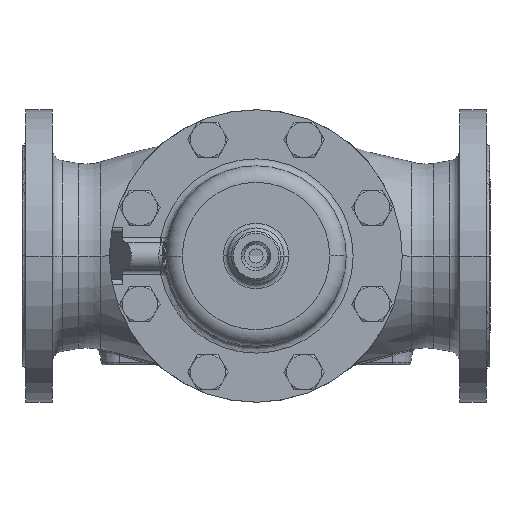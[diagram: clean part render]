
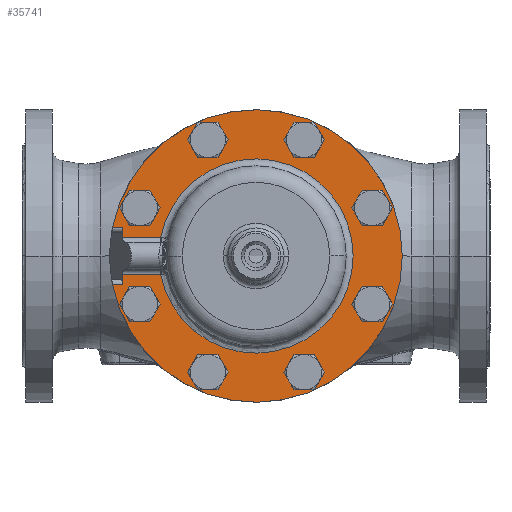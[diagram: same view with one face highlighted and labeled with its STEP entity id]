
A CAD part, front view. The second image highlights one B-rep face of the part: STEP entity #35741.
In plain terms, the highlighted planar face has unit normal (0, -1, 0).
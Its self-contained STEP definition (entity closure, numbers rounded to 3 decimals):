
#28754=CARTESIAN_POINT('',(-99.317,186.,-41.138));
#28755=DIRECTION('',(0.,1.,0.));
#28756=DIRECTION('',(-1.,0.,0.));
#28757=AXIS2_PLACEMENT_3D('',#28754,#28755,#28756);
#28759=CARTESIAN_POINT('',(-99.317,186.,-41.138));
#28760=DIRECTION('',(0.,1.,0.));
#28761=DIRECTION('',(1.,0.,0.));
#28762=AXIS2_PLACEMENT_3D('',#28759,#28760,#28761);
#28764=CARTESIAN_POINT('',(-41.138,186.,-99.317));
#28765=DIRECTION('',(0.,1.,0.));
#28766=DIRECTION('',(-1.,0.,0.));
#28767=AXIS2_PLACEMENT_3D('',#28764,#28765,#28766);
#28769=CARTESIAN_POINT('',(-41.138,186.,-99.317));
#28770=DIRECTION('',(0.,1.,0.));
#28771=DIRECTION('',(1.,0.,0.));
#28772=AXIS2_PLACEMENT_3D('',#28769,#28770,#28771);
#28774=CARTESIAN_POINT('',(41.138,186.,-99.317));
#28775=DIRECTION('',(0.,1.,0.));
#28776=DIRECTION('',(-1.,0.,0.));
#28777=AXIS2_PLACEMENT_3D('',#28774,#28775,#28776);
#28779=CARTESIAN_POINT('',(41.138,186.,-99.317));
#28780=DIRECTION('',(0.,1.,0.));
#28781=DIRECTION('',(1.,0.,0.));
#28782=AXIS2_PLACEMENT_3D('',#28779,#28780,#28781);
#28784=CARTESIAN_POINT('',(99.317,186.,-41.138));
#28785=DIRECTION('',(0.,1.,0.));
#28786=DIRECTION('',(-1.,0.,0.));
#28787=AXIS2_PLACEMENT_3D('',#28784,#28785,#28786);
#28789=CARTESIAN_POINT('',(99.317,186.,-41.138));
#28790=DIRECTION('',(0.,1.,0.));
#28791=DIRECTION('',(1.,0.,0.));
#28792=AXIS2_PLACEMENT_3D('',#28789,#28790,#28791);
#28794=CARTESIAN_POINT('',(99.317,186.,41.138));
#28795=DIRECTION('',(0.,1.,0.));
#28796=DIRECTION('',(-1.,0.,0.));
#28797=AXIS2_PLACEMENT_3D('',#28794,#28795,#28796);
#28799=CARTESIAN_POINT('',(99.317,186.,41.138));
#28800=DIRECTION('',(0.,1.,0.));
#28801=DIRECTION('',(1.,0.,0.));
#28802=AXIS2_PLACEMENT_3D('',#28799,#28800,#28801);
#28804=CARTESIAN_POINT('',(41.138,186.,99.317));
#28805=DIRECTION('',(0.,1.,0.));
#28806=DIRECTION('',(-1.,0.,0.));
#28807=AXIS2_PLACEMENT_3D('',#28804,#28805,#28806);
#28809=CARTESIAN_POINT('',(41.138,186.,99.317));
#28810=DIRECTION('',(0.,1.,0.));
#28811=DIRECTION('',(1.,0.,0.));
#28812=AXIS2_PLACEMENT_3D('',#28809,#28810,#28811);
#28814=CARTESIAN_POINT('',(-41.138,186.,99.317));
#28815=DIRECTION('',(0.,1.,0.));
#28816=DIRECTION('',(-1.,0.,0.));
#28817=AXIS2_PLACEMENT_3D('',#28814,#28815,#28816);
#28819=CARTESIAN_POINT('',(-41.138,186.,99.317));
#28820=DIRECTION('',(0.,1.,0.));
#28821=DIRECTION('',(1.,0.,0.));
#28822=AXIS2_PLACEMENT_3D('',#28819,#28820,#28821);
#28824=CARTESIAN_POINT('',(-99.317,186.,41.138));
#28825=DIRECTION('',(0.,1.,0.));
#28826=DIRECTION('',(-1.,0.,0.));
#28827=AXIS2_PLACEMENT_3D('',#28824,#28825,#28826);
#28829=CARTESIAN_POINT('',(-99.317,186.,41.138));
#28830=DIRECTION('',(0.,1.,0.));
#28831=DIRECTION('',(1.,0.,0.));
#28832=AXIS2_PLACEMENT_3D('',#28829,#28830,#28831);
#28834=DIRECTION('',(-1.,0.,0.));
#28835=VECTOR('',#28834,8.644);
#28836=CARTESIAN_POINT('',(-114.03,186.,-24.));
#28837=LINE('',#28836,#28835);
#28838=DIRECTION('',(1.,0.,0.));
#28839=VECTOR('',#28838,32.532);
#28840=CARTESIAN_POINT('',(-114.03,186.,-15.716));
#28841=LINE('',#28840,#28839);
#28842=DIRECTION('',(1.,0.,0.));
#28843=VECTOR('',#28842,32.532);
#28844=CARTESIAN_POINT('',(-114.03,186.,15.716));
#28845=LINE('',#28844,#28843);
#28846=DIRECTION('',(1.,0.,0.));
#28847=VECTOR('',#28846,8.644);
#28848=CARTESIAN_POINT('',(-122.674,186.,24.));
#28849=LINE('',#28848,#28847);
#28968=CARTESIAN_POINT('',(-122.674,186.,-24.));
#28977=CARTESIAN_POINT('',(0.,186.,0.));
#28978=DIRECTION('',(0.,1.,0.));
#28979=DIRECTION('',(1.,0.,0.));
#28980=AXIS2_PLACEMENT_3D('',#28977,#28978,#28979);
#29007=DIRECTION('',(0.,0.,-1.));
#29008=VECTOR('',#29007,8.284);
#29009=CARTESIAN_POINT('',(-114.03,186.,24.));
#29010=LINE('',#29009,#29008);
#29011=DIRECTION('',(0.,0.,-1.));
#29012=VECTOR('',#29011,8.284);
#29013=CARTESIAN_POINT('',(-114.03,186.,-15.716));
#29014=LINE('',#29013,#29012);
#29038=CARTESIAN_POINT('',(-122.674,186.,24.));
#29057=CARTESIAN_POINT('',(0.,186.,0.));
#29058=DIRECTION('',(0.,-1.,0.));
#29059=DIRECTION('',(1.,0.,0.));
#29060=AXIS2_PLACEMENT_3D('',#29057,#29058,#29059);
#29072=CARTESIAN_POINT('',(-114.03,186.,15.716));
#31766=CARTESIAN_POINT('',(-114.03,186.,-15.716));
#31777=CARTESIAN_POINT('',(0.,186.,0.));
#31778=DIRECTION('',(0.,1.,0.));
#31779=DIRECTION('',(-0.982,0.,0.189));
#31780=AXIS2_PLACEMENT_3D('',#31777,#31778,#31779);
#34147=CARTESIAN_POINT('',(125.,186.,0.));
#34149=VERTEX_POINT('',#34147);
#34165=CARTESIAN_POINT('',(-110.317,186.,-41.138));
#34166=CARTESIAN_POINT('',(-88.317,186.,-41.138));
#34167=VERTEX_POINT('',#34165);
#34168=VERTEX_POINT('',#34166);
#34179=CARTESIAN_POINT('',(-52.138,186.,-99.317));
#34180=CARTESIAN_POINT('',(-30.138,186.,-99.317));
#34181=VERTEX_POINT('',#34179);
#34182=VERTEX_POINT('',#34180);
#34193=CARTESIAN_POINT('',(30.138,186.,-99.317));
#34194=CARTESIAN_POINT('',(52.138,186.,-99.317));
#34195=VERTEX_POINT('',#34193);
#34196=VERTEX_POINT('',#34194);
#34207=CARTESIAN_POINT('',(88.317,186.,-41.138));
#34208=CARTESIAN_POINT('',(110.317,186.,-41.138));
#34209=VERTEX_POINT('',#34207);
#34210=VERTEX_POINT('',#34208);
#34221=CARTESIAN_POINT('',(88.317,186.,41.138));
#34222=CARTESIAN_POINT('',(110.317,186.,41.138));
#34223=VERTEX_POINT('',#34221);
#34224=VERTEX_POINT('',#34222);
#34235=CARTESIAN_POINT('',(30.138,186.,99.317));
#34236=CARTESIAN_POINT('',(52.138,186.,99.317));
#34237=VERTEX_POINT('',#34235);
#34238=VERTEX_POINT('',#34236);
#34249=CARTESIAN_POINT('',(-52.138,186.,99.317));
#34250=CARTESIAN_POINT('',(-30.138,186.,99.317));
#34251=VERTEX_POINT('',#34249);
#34252=VERTEX_POINT('',#34250);
#34263=CARTESIAN_POINT('',(-110.317,186.,41.138));
#34264=CARTESIAN_POINT('',(-88.317,186.,41.138));
#34265=VERTEX_POINT('',#34263);
#34266=VERTEX_POINT('',#34264);
#34282=VERTEX_POINT('',#31766);
#34283=VERTEX_POINT('',#29072);
#34293=CARTESIAN_POINT('',(-81.498,186.,-15.716));
#34295=VERTEX_POINT('',#34293);
#34297=CARTESIAN_POINT('',(-81.498,186.,15.716));
#34298=VERTEX_POINT('',#34297);
#34303=VERTEX_POINT('',#28968);
#34307=CARTESIAN_POINT('',(-114.03,186.,-24.));
#34308=VERTEX_POINT('',#34307);
#34313=VERTEX_POINT('',#29038);
#34314=CARTESIAN_POINT('',(-114.03,186.,24.));
#34315=VERTEX_POINT('',#34314);
#35669=CARTESIAN_POINT('',(0.,186.,0.));
#35670=DIRECTION('',(0.,1.,0.));
#35671=DIRECTION('',(1.,0.,0.));
#35672=AXIS2_PLACEMENT_3D('',#35669,#35670,#35671);
#35673=PLANE('',#35672);
#35675=ORIENTED_EDGE('',*,*,#35674,.F.);
#35677=ORIENTED_EDGE('',*,*,#35676,.F.);
#35679=ORIENTED_EDGE('',*,*,#35678,.T.);
#35681=ORIENTED_EDGE('',*,*,#35680,.F.);
#35683=ORIENTED_EDGE('',*,*,#35682,.F.);
#35685=ORIENTED_EDGE('',*,*,#35684,.F.);
#35687=ORIENTED_EDGE('',*,*,#35686,.F.);
#35689=ORIENTED_EDGE('',*,*,#35688,.F.);
#35691=ORIENTED_EDGE('',*,*,#35690,.T.);
#35692=EDGE_LOOP('',(#35675,#35677,#35679,#35681,#35683,#35685,#35687,#35689,
#35691));
#35693=FACE_OUTER_BOUND('',#35692,.F.);
#35695=ORIENTED_EDGE('',*,*,#35694,.F.);
#35697=ORIENTED_EDGE('',*,*,#35696,.F.);
#35698=EDGE_LOOP('',(#35695,#35697));
#35699=FACE_BOUND('',#35698,.F.);
#35701=ORIENTED_EDGE('',*,*,#35700,.F.);
#35703=ORIENTED_EDGE('',*,*,#35702,.F.);
#35704=EDGE_LOOP('',(#35701,#35703));
#35705=FACE_BOUND('',#35704,.F.);
#35707=ORIENTED_EDGE('',*,*,#35706,.F.);
#35709=ORIENTED_EDGE('',*,*,#35708,.F.);
#35710=EDGE_LOOP('',(#35707,#35709));
#35711=FACE_BOUND('',#35710,.F.);
#35713=ORIENTED_EDGE('',*,*,#35712,.F.);
#35715=ORIENTED_EDGE('',*,*,#35714,.F.);
#35716=EDGE_LOOP('',(#35713,#35715));
#35717=FACE_BOUND('',#35716,.F.);
#35719=ORIENTED_EDGE('',*,*,#35718,.F.);
#35721=ORIENTED_EDGE('',*,*,#35720,.F.);
#35722=EDGE_LOOP('',(#35719,#35721));
#35723=FACE_BOUND('',#35722,.F.);
#35725=ORIENTED_EDGE('',*,*,#35724,.F.);
#35727=ORIENTED_EDGE('',*,*,#35726,.F.);
#35728=EDGE_LOOP('',(#35725,#35727));
#35729=FACE_BOUND('',#35728,.F.);
#35730=ORIENTED_EDGE('',*,*,#35655,.F.);
#35732=ORIENTED_EDGE('',*,*,#35731,.F.);
#35733=EDGE_LOOP('',(#35730,#35732));
#35734=FACE_BOUND('',#35733,.F.);
#35736=ORIENTED_EDGE('',*,*,#35735,.F.);
#35738=ORIENTED_EDGE('',*,*,#35737,.F.);
#35739=EDGE_LOOP('',(#35736,#35738));
#35740=FACE_BOUND('',#35739,.F.);
#35741=ADVANCED_FACE('',(#35693,#35699,#35705,#35711,#35717,#35723,#35729,
#35734,#35740),#35673,.F.);
#28758=CIRCLE('',#28757,11.);
#28763=CIRCLE('',#28762,11.);
#28768=CIRCLE('',#28767,11.);
#28773=CIRCLE('',#28772,11.);
#28778=CIRCLE('',#28777,11.);
#28783=CIRCLE('',#28782,11.);
#28788=CIRCLE('',#28787,11.);
#28793=CIRCLE('',#28792,11.);
#28798=CIRCLE('',#28797,11.);
#28803=CIRCLE('',#28802,11.);
#28808=CIRCLE('',#28807,11.);
#28813=CIRCLE('',#28812,11.);
#28818=CIRCLE('',#28817,11.);
#28823=CIRCLE('',#28822,11.);
#28828=CIRCLE('',#28827,11.);
#28833=CIRCLE('',#28832,11.);
#28981=CIRCLE('',#28980,125.);
#29061=CIRCLE('',#29060,125.);
#31781=CIRCLE('',#31780,83.);
#35655=EDGE_CURVE('',#34265,#34266,#28828,.T.);
#35674=EDGE_CURVE('',#34308,#34303,#28837,.T.);
#35676=EDGE_CURVE('',#34282,#34308,#29014,.T.);
#35678=EDGE_CURVE('',#34282,#34295,#28841,.T.);
#35680=EDGE_CURVE('',#34298,#34295,#31781,.T.);
#35682=EDGE_CURVE('',#34283,#34298,#28845,.T.);
#35684=EDGE_CURVE('',#34315,#34283,#29010,.T.);
#35686=EDGE_CURVE('',#34313,#34315,#28849,.T.);
#35688=EDGE_CURVE('',#34149,#34313,#29061,.T.);
#35690=EDGE_CURVE('',#34149,#34303,#28981,.T.);
#35694=EDGE_CURVE('',#34181,#34182,#28768,.T.);
#35696=EDGE_CURVE('',#34182,#34181,#28773,.T.);
#35700=EDGE_CURVE('',#34195,#34196,#28778,.T.);
#35702=EDGE_CURVE('',#34196,#34195,#28783,.T.);
#35706=EDGE_CURVE('',#34209,#34210,#28788,.T.);
#35708=EDGE_CURVE('',#34210,#34209,#28793,.T.);
#35712=EDGE_CURVE('',#34223,#34224,#28798,.T.);
#35714=EDGE_CURVE('',#34224,#34223,#28803,.T.);
#35718=EDGE_CURVE('',#34237,#34238,#28808,.T.);
#35720=EDGE_CURVE('',#34238,#34237,#28813,.T.);
#35724=EDGE_CURVE('',#34251,#34252,#28818,.T.);
#35726=EDGE_CURVE('',#34252,#34251,#28823,.T.);
#35731=EDGE_CURVE('',#34266,#34265,#28833,.T.);
#35735=EDGE_CURVE('',#34167,#34168,#28758,.T.);
#35737=EDGE_CURVE('',#34168,#34167,#28763,.T.);
